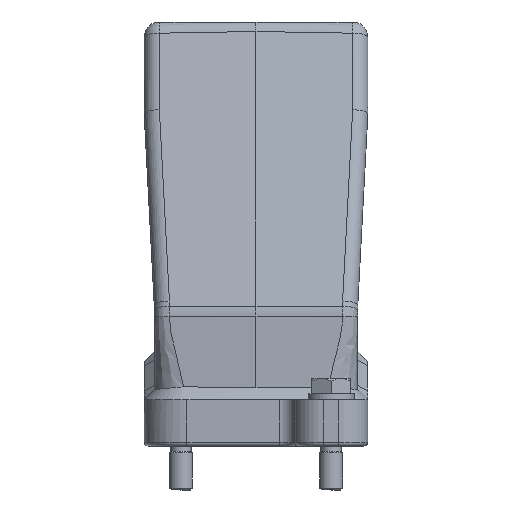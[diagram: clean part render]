
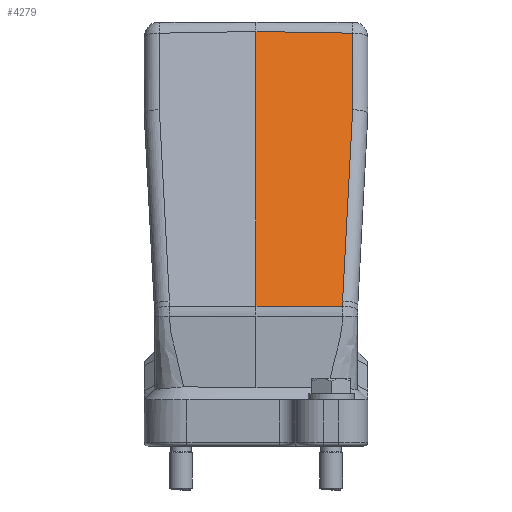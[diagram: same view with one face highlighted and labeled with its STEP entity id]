
A CAD part, left-side view. The second image highlights one B-rep face of the part: STEP entity #4279.
In plain terms, the highlighted planar face has unit normal (-0.966, -0.018, 0.259).
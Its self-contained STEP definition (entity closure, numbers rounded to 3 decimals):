
#4279=ADVANCED_FACE('',(#5042),#4784,.T.);
#4784=PLANE('',#13330);
#5042=FACE_OUTER_BOUND('',#5577,.T.);
#5577=EDGE_LOOP('',(#8079,#8080,#8081,#8082,#8083,#8084));
#6330=LINE('',#18383,#7012);
#6331=LINE('',#18386,#7013);
#6332=LINE('',#18388,#7014);
#6333=LINE('',#18390,#7015);
#6334=LINE('',#18392,#7016);
#6335=LINE('',#18394,#7017);
#7012=VECTOR('',#14709,1.);
#7013=VECTOR('',#14710,1.);
#7014=VECTOR('',#14711,1.);
#7015=VECTOR('',#14712,1.);
#7016=VECTOR('',#14713,1.);
#7017=VECTOR('',#14714,1.);
#8079=ORIENTED_EDGE('',*,*,#11433,.T.);
#8080=ORIENTED_EDGE('',*,*,#11434,.T.);
#8081=ORIENTED_EDGE('',*,*,#11435,.F.);
#8082=ORIENTED_EDGE('',*,*,#11436,.T.);
#8083=ORIENTED_EDGE('',*,*,#11437,.T.);
#8084=ORIENTED_EDGE('',*,*,#11438,.T.);
#10509=VERTEX_POINT('',#18384);
#10510=VERTEX_POINT('',#18385);
#10511=VERTEX_POINT('',#18387);
#10512=VERTEX_POINT('',#18389);
#10513=VERTEX_POINT('',#18391);
#10514=VERTEX_POINT('',#18393);
#11433=EDGE_CURVE('',#10509,#10510,#6330,.T.);
#11434=EDGE_CURVE('',#10510,#10511,#6331,.T.);
#11435=EDGE_CURVE('',#10512,#10511,#6332,.T.);
#11436=EDGE_CURVE('',#10512,#10513,#6333,.T.);
#11437=EDGE_CURVE('',#10513,#10514,#6334,.T.);
#11438=EDGE_CURVE('',#10514,#10509,#6335,.T.);
#13330=AXIS2_PLACEMENT_3D('',#18395,#14715,#14716);
#14709=DIRECTION('',(0.259,0.,0.966));
#14710=DIRECTION('',(-0.013,1.,0.017));
#14711=DIRECTION('',(0.259,0.,0.966));
#14712=DIRECTION('',(0.017,-1.,-0.002));
#14713=DIRECTION('',(0.259,0.,0.966));
#14714=DIRECTION('',(0.259,-0.051,0.964));
#14715=DIRECTION('',(-0.966,-0.017,0.259));
#14716=DIRECTION('',(0.259,0.,0.966));
#18383=CARTESIAN_POINT('',(-54.448,-25.07,91.962));
#18384=CARTESIAN_POINT('',(-60.546,-25.07,69.201));
#18385=CARTESIAN_POINT('',(-55.228,-25.07,89.048));
#18386=CARTESIAN_POINT('',(-55.551,-1.005,89.468));
#18387=CARTESIAN_POINT('',(-55.564,0.,89.486));
#18388=CARTESIAN_POINT('',(-75.,0.,16.95));
#18389=CARTESIAN_POINT('',(-74.659,0.,18.221));
#18390=CARTESIAN_POINT('',(-74.659,0.003,18.221));
#18391=CARTESIAN_POINT('',(-74.267,-22.47,18.17));
#18392=CARTESIAN_POINT('',(-74.187,-22.47,18.468));
#18393=CARTESIAN_POINT('',(-73.887,-22.47,19.59));
#18394=CARTESIAN_POINT('',(-60.796,-25.021,68.273));
#18395=CARTESIAN_POINT('',(-75.,0.,16.95));
